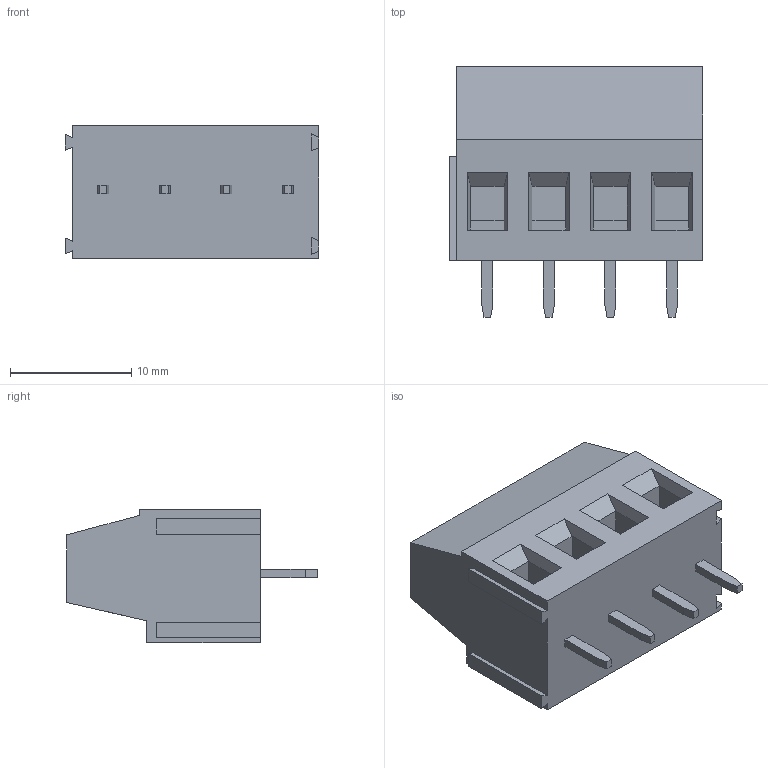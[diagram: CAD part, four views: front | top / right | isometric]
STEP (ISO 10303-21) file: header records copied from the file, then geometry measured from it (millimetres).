
FILE_DESCRIPTION(('STEP AP214'),'1');
FILE_NAME('MV254-5.08-V.stp','2020-07-28T08:22:05',(' '),(' '),'Spatial InterOp 3D',' ',' ');
FILE_SCHEMA(('automotive_design'));
Length unit declared in the file: metre
Products named in the file (1): 1
Bounding box: 20.92 x 20.7 x 11 mm (x, y, z)
Volume: 2584.5 mm3; surface area: 2046.9 mm2
Topology: 1 solids, 1 shells, 195 faces, 508 edges, 330 vertices
Faces by surface type: plane 186, cylinder 8, extrusion 1
Full cylindrical faces by diameter (mm): 4 x4
Entity records: 7374 total; most frequent: CARTESIAN_POINT 1040, ORIENTED_EDGE 1000, DIRECTION 917, EDGE_CURVE 500, VECTOR 471, LINE 470, VERTEX_POINT 326, AXIS2_PLACEMENT_3D 223
